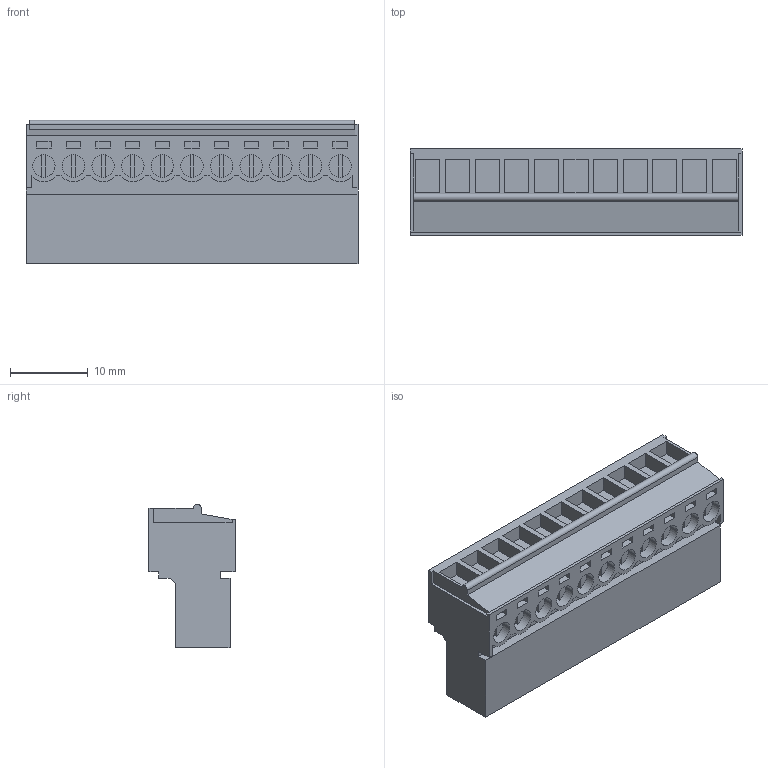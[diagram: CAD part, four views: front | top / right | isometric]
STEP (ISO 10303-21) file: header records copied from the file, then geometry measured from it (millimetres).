
FILE_DESCRIPTION(('CATIA V5 STEP Exchange','CAx-IF Rec.Pracs.--- Model Styling and Organization---1.2---2011-12-15'),'2;1');
FILE_NAME ('D1460634_0', '2018-05-10T12:00:01+00:00', ('none'), ('Weidmueller'), 'CATIA Version 5-6 Release 2014', 'CATIA V5 STEP AP214', 'none');
FILE_SCHEMA(('AUTOMOTIVE_DESIGN { 1 0 10303 214 1 1 1 1 }'));
Length unit declared in the file: millimetre
Products named in the file (1): 1969660000
Bounding box: 42.7 x 11.1 x 18.45 mm (x, y, z)
Volume: 4782.6 mm3; surface area: 6185.4 mm2
Topology: 23 solids, 23 shells, 678 faces, 1749 edges, 1172 vertices
Faces by surface type: plane 589, cylinder 89
Entity records: 18619 total; most frequent: ORIENTED_EDGE 3498, CARTESIAN_POINT 3468, DIRECTION 2368, EDGE_CURVE 1749, VECTOR 1461, LINE 1461, VERTEX_POINT 1172, EDGE_LOOP 733
